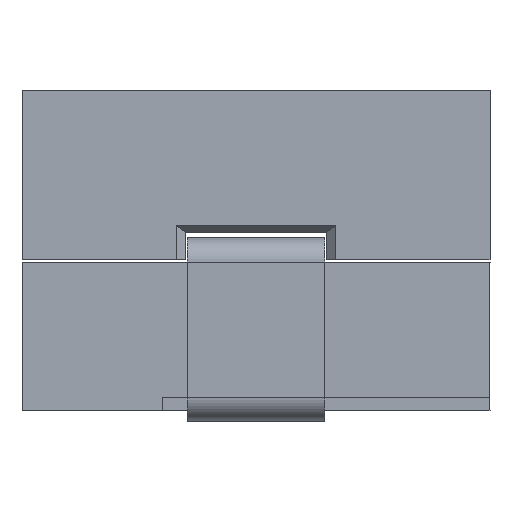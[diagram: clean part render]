
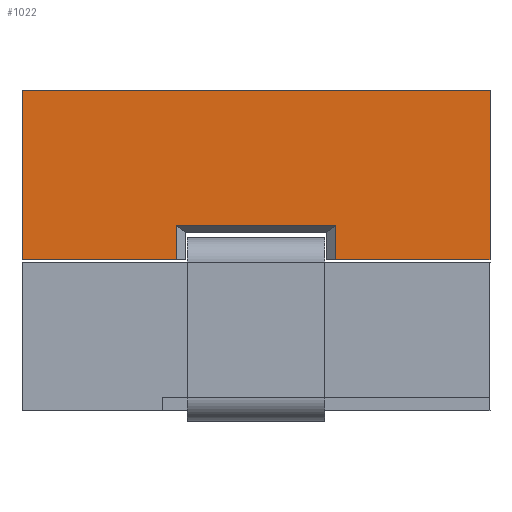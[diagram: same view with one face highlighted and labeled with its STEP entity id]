
A CAD part, left-side view. The second image highlights one B-rep face of the part: STEP entity #1022.
In plain terms, the highlighted free-form (B-spline) face has degree [1, 1] with [2, 2] control points.
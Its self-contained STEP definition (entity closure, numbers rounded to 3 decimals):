
#669=CARTESIAN_POINT('',(-5.874,-5.623,0.));
#670=VERTEX_POINT('',#669);
#685=CARTESIAN_POINT('',(-5.874,5.623,0.));
#686=VERTEX_POINT('',#685);
#692=CARTESIAN_POINT('',(-5.874,5.623,0.));
#693=CARTESIAN_POINT('',(-5.874,-5.623,0.));
#694=B_SPLINE_CURVE_WITH_KNOTS('',1,(#692,#693),.UNSPECIFIED.,.F.,.U.,(2,2),(0.,1.),.UNSPECIFIED.);
#695=EDGE_CURVE('',#686,#670,#694,.T.);
#892=CARTESIAN_POINT('',(-5.874,-5.623,-4.07));
#893=VERTEX_POINT('',#892);
#899=CARTESIAN_POINT('',(-5.874,-5.623,0.));
#900=CARTESIAN_POINT('',(-5.874,-5.623,-4.07));
#901=B_SPLINE_CURVE_WITH_KNOTS('',1,(#899,#900),.UNSPECIFIED.,.F.,.U.,(2,2),(0.,1.),.UNSPECIFIED.);
#902=EDGE_CURVE('',#670,#893,#901,.T.);
#963=CARTESIAN_POINT('',(-5.874,5.623,-4.07));
#964=VERTEX_POINT('',#963);
#965=CARTESIAN_POINT('',(-5.874,5.623,0.));
#966=CARTESIAN_POINT('',(-5.874,5.623,-4.07));
#967=B_SPLINE_CURVE_WITH_KNOTS('',1,(#965,#966),.UNSPECIFIED.,.F.,.U.,(2,2),(0.,1.),.UNSPECIFIED.);
#968=EDGE_CURVE('',#686,#964,#967,.T.);
#979=CARTESIAN_POINT('',(-5.874,5.623,0.));
#980=CARTESIAN_POINT('',(-5.874,5.623,-4.07));
#981=CARTESIAN_POINT('',(-5.874,-5.623,0.));
#982=CARTESIAN_POINT('',(-5.874,-5.623,-4.07));
#983=B_SPLINE_SURFACE_WITH_KNOTS('',1,1,((#979,#980),(#981,#982)),.PLANE_SURF.,.F.,.F.,.U.,(2,2),(2,2),(0.,1.),(0.,1.),.UNSPECIFIED.);
#984=CARTESIAN_POINT('',(-5.874,1.911,-3.245));
#985=VERTEX_POINT('',#984);
#986=CARTESIAN_POINT('',(-5.874,1.911,-4.07));
#987=VERTEX_POINT('',#986);
#988=CARTESIAN_POINT('',(-5.874,1.911,-3.245));
#989=CARTESIAN_POINT('',(-5.874,1.911,-4.07));
#990=B_SPLINE_CURVE_WITH_KNOTS('',1,(#988,#989),.UNSPECIFIED.,.F.,.U.,(2,2),(0.797,1.),.UNSPECIFIED.);
#991=EDGE_CURVE('',#985,#987,#990,.T.);
#992=ORIENTED_EDGE('',*,*,#991,.T.);
#993=CARTESIAN_POINT('',(-5.874,5.623,-4.07));
#994=CARTESIAN_POINT('',(-5.874,1.911,-4.07));
#995=B_SPLINE_CURVE_WITH_KNOTS('',1,(#993,#994),.UNSPECIFIED.,.F.,.U.,(2,2),(0.,0.33),.UNSPECIFIED.);
#996=EDGE_CURVE('',#964,#987,#995,.T.);
#997=ORIENTED_EDGE('',*,*,#996,.F.);
#998=ORIENTED_EDGE('',*,*,#968,.F.);
#999=ORIENTED_EDGE('',*,*,#695,.T.);
#1000=ORIENTED_EDGE('',*,*,#902,.T.);
#1001=CARTESIAN_POINT('',(-5.874,-1.911,-4.07));
#1002=VERTEX_POINT('',#1001);
#1003=CARTESIAN_POINT('',(-5.874,-1.911,-4.07));
#1004=CARTESIAN_POINT('',(-5.874,-5.623,-4.07));
#1005=B_SPLINE_CURVE_WITH_KNOTS('',1,(#1003,#1004),.UNSPECIFIED.,.F.,.U.,(2,2),(0.67,1.),.UNSPECIFIED.);
#1006=EDGE_CURVE('',#1002,#893,#1005,.T.);
#1007=ORIENTED_EDGE('',*,*,#1006,.F.);
#1008=CARTESIAN_POINT('',(-5.874,-1.911,-3.245));
#1009=VERTEX_POINT('',#1008);
#1010=CARTESIAN_POINT('',(-5.874,-1.911,-4.07));
#1011=CARTESIAN_POINT('',(-5.874,-1.911,-3.245));
#1012=B_SPLINE_CURVE_WITH_KNOTS('',1,(#1010,#1011),.UNSPECIFIED.,.F.,.U.,(2,2),(0.,0.203),.UNSPECIFIED.);
#1013=EDGE_CURVE('',#1002,#1009,#1012,.T.);
#1014=ORIENTED_EDGE('',*,*,#1013,.T.);
#1015=CARTESIAN_POINT('',(-5.874,-1.911,-3.245));
#1016=CARTESIAN_POINT('',(-5.874,1.911,-3.245));
#1017=B_SPLINE_CURVE_WITH_KNOTS('',1,(#1015,#1016),.UNSPECIFIED.,.F.,.U.,(2,2),(0.33,0.67),.UNSPECIFIED.);
#1018=EDGE_CURVE('',#1009,#985,#1017,.T.);
#1019=ORIENTED_EDGE('',*,*,#1018,.T.);
#1020=EDGE_LOOP('',(#992,#997,#998,#999,#1000,#1007,#1014,#1019));
#1021=FACE_OUTER_BOUND('',#1020,.F.);
#1022=ADVANCED_FACE('',(#1021),#983,.F.);
